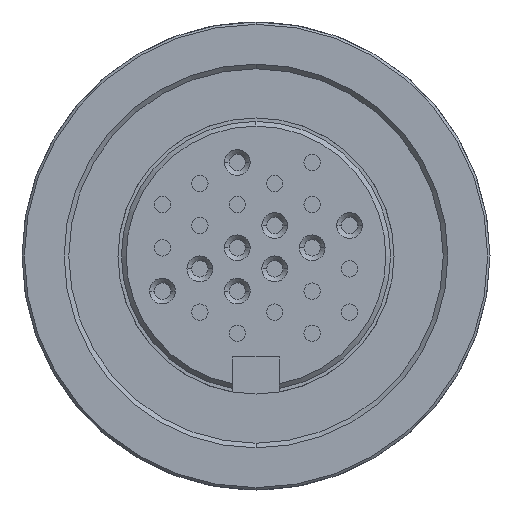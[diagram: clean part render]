
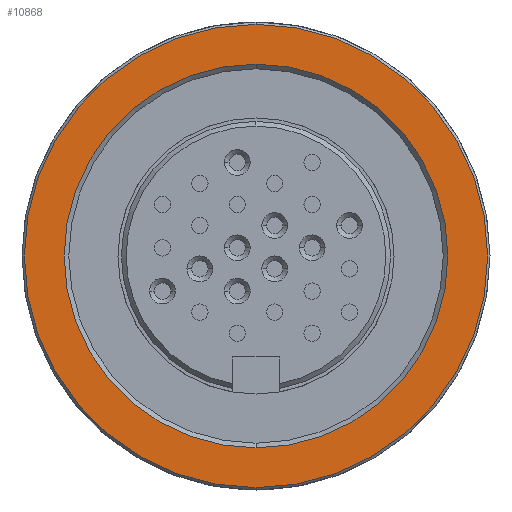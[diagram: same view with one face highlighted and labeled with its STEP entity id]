
A CAD part, front view. The second image highlights one B-rep face of the part: STEP entity #10868.
In plain terms, the highlighted planar face has unit normal (0, -1, 0).
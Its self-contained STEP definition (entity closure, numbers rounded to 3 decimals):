
#263=CARTESIAN_POINT('',(0.0,0.3,9.9));
#264=VERTEX_POINT('',#263);
#271=CARTESIAN_POINT('',(0.,0.3,-9.9));
#272=VERTEX_POINT('',#271);
#273=CARTESIAN_POINT('',(0.0,0.3,0.0));
#274=DIRECTION('',(0.0,1.0,0.0));
#275=DIRECTION('',(0.0,0.0,1.0));
#276=AXIS2_PLACEMENT_3D('',#273,#274,#275);
#277=CIRCLE('',#276,9.9);
#278=EDGE_CURVE('',#264,#272,#277,.T.);
#295=CARTESIAN_POINT('',(0.0,0.3,8.2));
#296=VERTEX_POINT('',#295);
#305=CARTESIAN_POINT('',(0.,0.3,-8.2));
#306=VERTEX_POINT('',#305);
#307=CARTESIAN_POINT('',(0.0,0.3,0.0));
#308=DIRECTION('',(0.0,1.0,0.0));
#309=DIRECTION('',(0.0,0.0,1.0));
#310=AXIS2_PLACEMENT_3D('',#307,#308,#309);
#311=CIRCLE('',#310,8.2);
#312=EDGE_CURVE('',#306,#296,#311,.T.);
#10839=CARTESIAN_POINT('',(0.0,0.3,0.0));
#10840=DIRECTION('',(0.0,1.0,0.0));
#10841=DIRECTION('',(0.0,0.0,1.0));
#10842=AXIS2_PLACEMENT_3D('',#10839,#10840,#10841);
#10843=CIRCLE('',#10842,8.2);
#10844=EDGE_CURVE('',#296,#306,#10843,.T.);
#10849=CARTESIAN_POINT('',(0.0,0.3,9.05));
#10850=DIRECTION('',(0.0,-1.0,0.0));
#10851=DIRECTION('',(0.0,0.0,-1.0));
#10852=AXIS2_PLACEMENT_3D('',#10849,#10850,#10851);
#10853=PLANE('',#10852);
#10854=ORIENTED_EDGE('',*,*,#278,.F.);
#10855=CARTESIAN_POINT('',(0.0,0.3,0.0));
#10856=DIRECTION('',(0.0,1.0,0.0));
#10857=DIRECTION('',(0.0,0.0,1.0));
#10858=AXIS2_PLACEMENT_3D('',#10855,#10856,#10857);
#10859=CIRCLE('',#10858,9.9);
#10860=EDGE_CURVE('',#272,#264,#10859,.T.);
#10861=ORIENTED_EDGE('',*,*,#10860,.F.);
#10862=EDGE_LOOP('',(#10854,#10861));
#10863=FACE_OUTER_BOUND('',#10862,.T.);
#10864=ORIENTED_EDGE('',*,*,#10844,.T.);
#10865=ORIENTED_EDGE('',*,*,#312,.T.);
#10866=EDGE_LOOP('',(#10864,#10865));
#10867=FACE_BOUND('',#10866,.T.);
#10868=ADVANCED_FACE('',(#10863,#10867),#10853,.T.);
